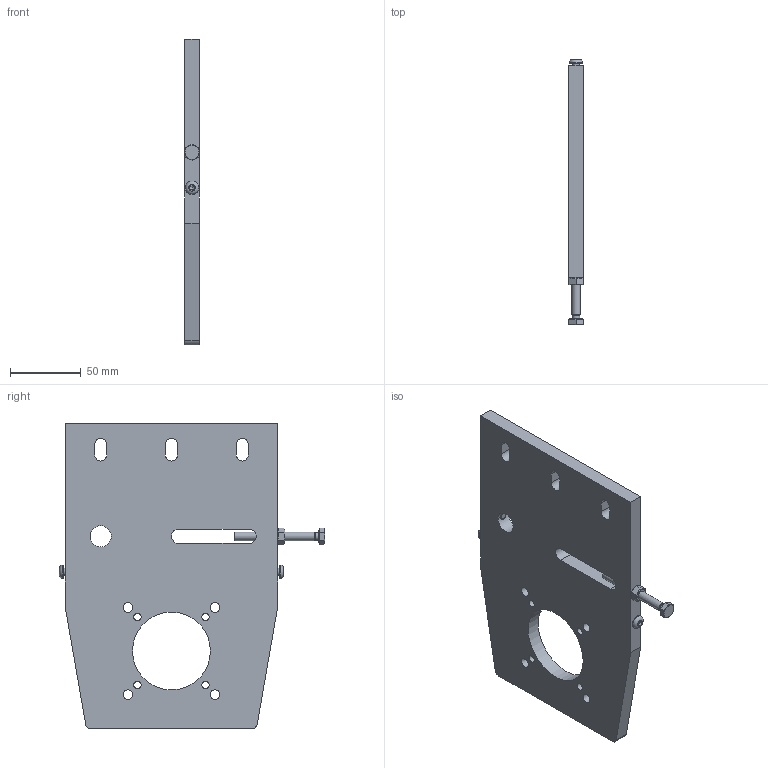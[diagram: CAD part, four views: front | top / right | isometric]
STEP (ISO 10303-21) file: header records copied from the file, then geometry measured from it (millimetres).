
FILE_DESCRIPTION(/* description */ ('Bočnice centrálního pohonu'),/* implementation_level */ '2;1');
FILE_NAME(/* name */ '904520M.stp',/* time_stamp */ '2013-12-08T22:45:58+01:00',/* author */ ('PC'),/* organization */ (''),/* preprocessor_version */ 'ST-DEVELOPER v15.2',/* originating_system */ 'Autodesk Inventor 2014',/* authorisation */ '');
FILE_SCHEMA (('AUTOMOTIVE_DESIGN { 1 0 10303 214 3 1 1 }'));
Length unit declared in the file: millimetre
Products named in the file (1): 904520M
Bounding box: 10 x 187.35 x 216 mm (x, y, z)
Volume: 276230.7 mm3; surface area: 71640.4 mm2
Topology: 6 solids, 6 shells, 120 faces, 290 edges, 186 vertices
Faces by surface type: plane 60, cylinder 33, cone 23, torus 4
Full cylindrical faces by diameter (mm): 4.134 x2, 4.917 x2, 5 x2, 5.2 x4, 5.459 x1, 5.51 x1, 6 x2, 6.8 x4, 8.7 x1, 9.5 x2, 15 x1, 55 x1
Entity records: 3434 total; most frequent: CARTESIAN_POINT 697, DIRECTION 518, ORIENTED_EDGE 476, EDGE_CURVE 238, AXIS2_PLACEMENT_3D 206, EDGE_LOOP 200, VERTEX_POINT 176, STYLED_ITEM 126
